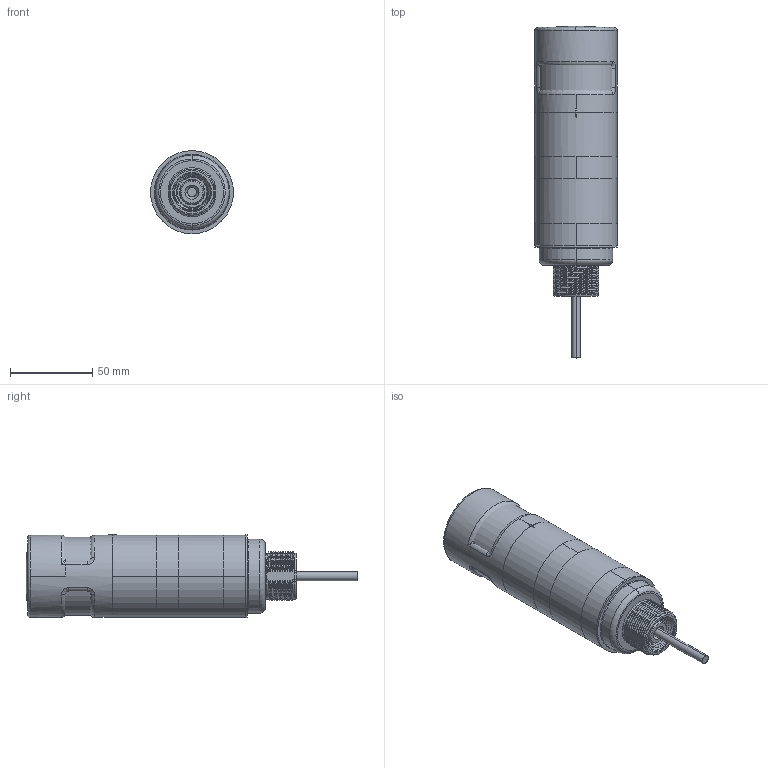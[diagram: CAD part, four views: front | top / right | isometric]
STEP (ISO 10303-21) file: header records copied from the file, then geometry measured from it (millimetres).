
FILE_DESCRIPTION((''),'2;1');
FILE_NAME('212913_ASM','2019-07-26T07:57:29',('pdmadmin'),('BANNER ENGINEERING'),'CREO PARAMETRIC BY PTC INC, 2018300','CREO PARAMETRIC BY PTC INC, 2018300','');
FILE_SCHEMA(('CONFIG_CONTROL_DESIGN'));
Products named in the file (10): 212350; 32626; CABLE_215; 212359; 212366; 202220; 203684_AF4; 168246; 212745_ASM; 212913_ASM
Assembly tree (9 placements, depth 3):
  212913_ASM
    212350
    32626
    CABLE_215
    212359
    212745_ASM
      212366
      202220
      203684_AF4
      168246
Bounding box: 50.5 x 202.01 x 50.75 mm (x, y, z)
Volume: 93681.3 mm3; surface area: 89786.4 mm2
Topology: 8 solids, 13 shells, 1263 faces, 3093 edges, 1862 vertices
Faces by surface type: bspline 348, cylinder 342, plane 270, torus 132, cone 104, sphere 63, extrusion 4
Entity records: 74289 total; most frequent: CARTESIAN_POINT 47004, ORIENTED_EDGE 6134, DIRECTION 5052, EDGE_CURVE 3082, AXIS2_PLACEMENT_3D 2091, VERTEX_POINT 1862, EDGE_LOOP 1305, FACE_OUTER_BOUND 1263
